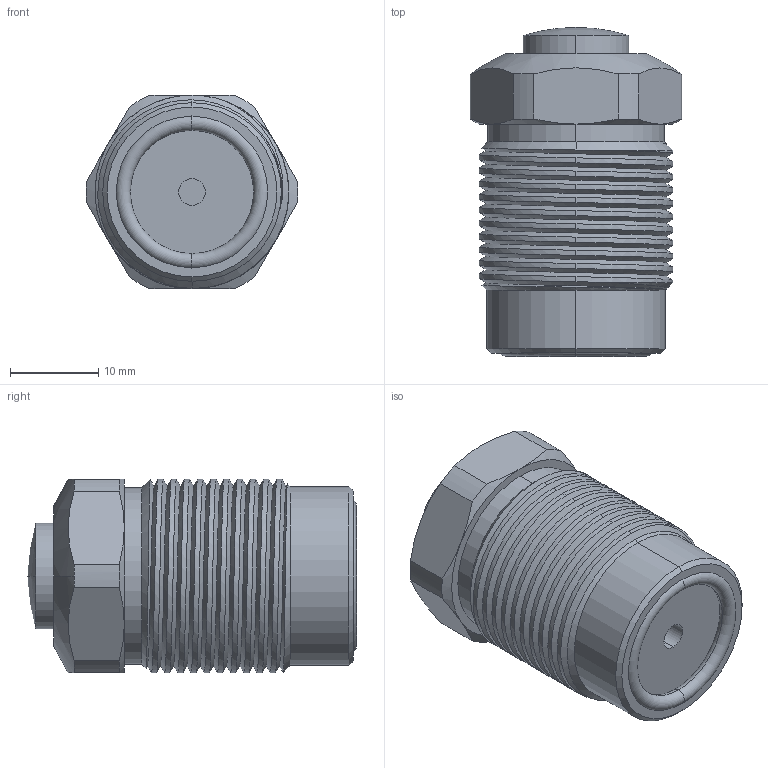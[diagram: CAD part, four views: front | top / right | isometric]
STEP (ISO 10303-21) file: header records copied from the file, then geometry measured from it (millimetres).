
FILE_DESCRIPTION (( 'STEP AP203' ), '1' );
FILE_NAME ('CTC-P022R-10.STEP', '2020-01-14T06:06:33', ( 'PC' ), ( '' ), 'SwSTEP 2.0', 'SolidWorks 2015', '' );
FILE_SCHEMA (( 'CONFIG_CONTROL_DESIGN' ));
Length unit declared in the file: millimetre
Products named in the file (3): CTC-P022R-10; AS568-015
Assembly tree (2 placements, depth 2):
  CTC-P022R-10
    CTC-P022R-10
    AS568-015
Bounding box: 24 x 37.38 x 22 mm (x, y, z)
Volume: 12164.8 mm3; surface area: 4174.8 mm2
Topology: 2 solids, 2 shells, 70 faces, 177 edges, 113 vertices
Faces by surface type: cylinder 37, cone 12, plane 11, sphere 4, torus 4, bspline 2
Entity records: 4269 total; most frequent: CARTESIAN_POINT 2395, ORIENTED_EDGE 354, DIRECTION 326, EDGE_CURVE 177, AXIS2_PLACEMENT_3D 139, VERTEX_POINT 113, EDGE_LOOP 74, FACE_OUTER_BOUND 70
